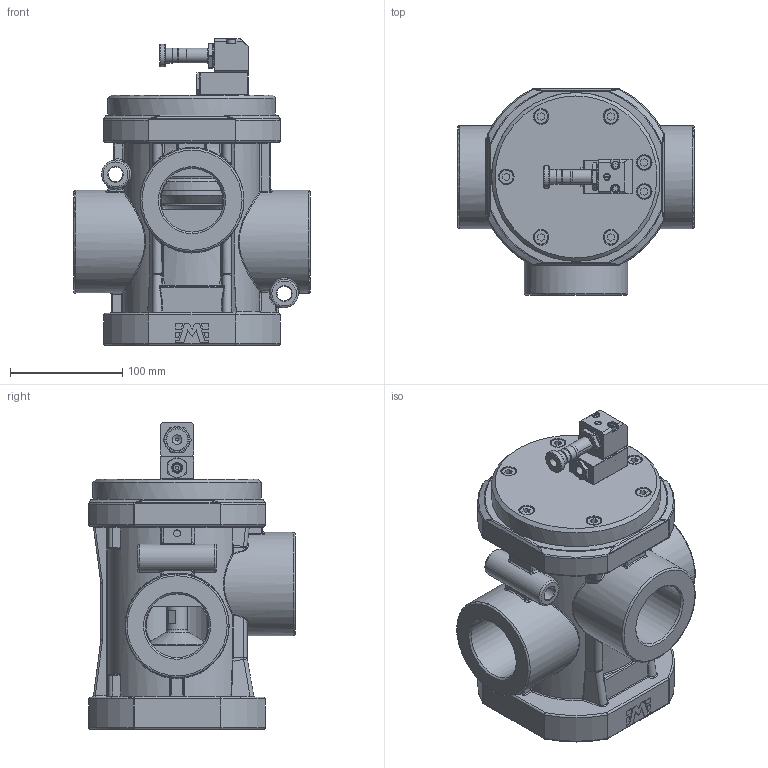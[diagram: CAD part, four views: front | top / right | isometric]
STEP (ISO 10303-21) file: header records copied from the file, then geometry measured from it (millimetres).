
FILE_DESCRIPTION(/* description */ ('Unknown'),/* implementation_level */ '2;1');
FILE_NAME(/* name */ '-MF-G3068',/* time_stamp */ '2019-05-31T11:10:59+02:00',/* author */ ('Unknown'),/* organization */ ('Unknown'),/* preprocessor_version */ 'ST-DEVELOPER v16.7',/* originating_system */ 'DEX',/* authorisation */ $);
FILE_SCHEMA (('AUTOMOTIVE_DESIGN {1 0 10303 214 3 1 1}'));
Products named in the file (1): Parte1
Bounding box: 210 x 183.5 x 272.5 mm (x, y, z)
Volume: 3321838.1 mm3; surface area: 504408.9 mm2
Topology: 4 solids, 4 shells, 1435 faces, 3346 edges, 1961 vertices
Faces by surface type: plane 493, cylinder 393, cone 176, bspline 155, torus 134, sphere 84
Full cylindrical faces by diameter (mm): 2 x2, 2.4 x1, 2.5 x1, 3 x6, 4 x5, 4.2 x2, 4.5 x3, 4.6 x1, 5.1 x2, 5.8 x1, 6 x2, 6.2 x2, 6.4 x3, 6.5 x3, 7 x3, 7.5 x2, 8 x14, 8.5 x13, 8.566 x3, 9 x3, 9.8 x1, 10 x2, 11.4 x1, 12 x3, 12.15 x1, 13 x18, 13.157 x1, 13.5 x14, 13.6 x2, 14.917 x1
Entity records: 54664 total; most frequent: CARTESIAN_POINT 15220, DIRECTION 6283, ORIENTED_EDGE 5456, EDGE_CURVE 2728, AXIS2_PLACEMENT_3D 2623, FACE_BOUND 2005, EDGE_LOOP 1998, VERTEX_POINT 1809
